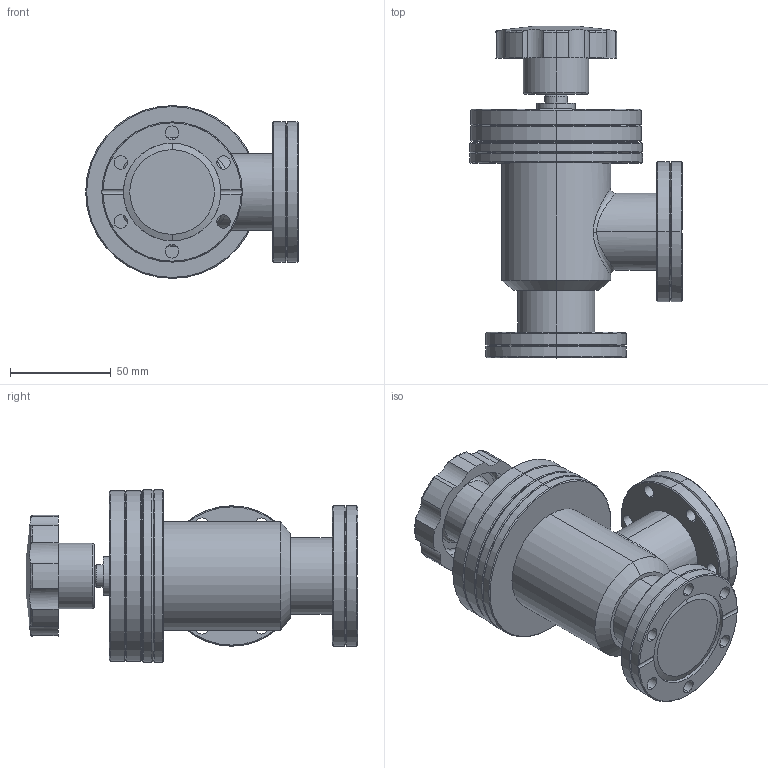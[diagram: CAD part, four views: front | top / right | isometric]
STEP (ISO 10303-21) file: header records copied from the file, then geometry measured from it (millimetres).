
FILE_DESCRIPTION (( 'STEP AP214' ), '1' );
FILE_NAME ('300613030016.STEP', '2021-04-26T09:09:21', ( 'admin' ), ( '' ), 'SwSTEP 2.0', 'SolidWorks 2018', '' );
FILE_SCHEMA (( 'AUTOMOTIVE_DESIGN' ));
Length unit declared in the file: millimetre
Products named in the file (1): 300613030016
Bounding box: 105.3 x 164.37 x 85.6 mm (x, y, z)
Volume: 479938.9 mm3; surface area: 71466.7 mm2
Topology: 1 solids, 1 shells, 264 faces, 641 edges, 410 vertices
Faces by surface type: cylinder 115, plane 62, cone 57, bspline 30
Entity records: 10641 total; most frequent: CARTESIAN_POINT 4361, DIRECTION 1326, ORIENTED_EDGE 1282, EDGE_CURVE 641, AXIS2_PLACEMENT_3D 532, VERTEX_POINT 410, EDGE_LOOP 319, CIRCLE 297
